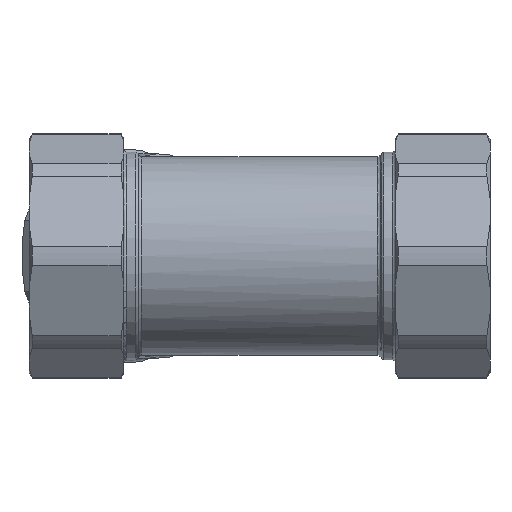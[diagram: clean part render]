
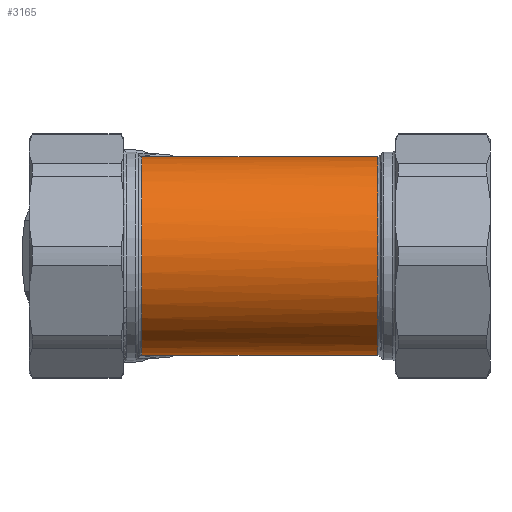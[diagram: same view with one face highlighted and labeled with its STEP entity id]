
A CAD part, left-side view. The second image highlights one B-rep face of the part: STEP entity #3165.
In plain terms, the highlighted cylindrical face has radius 16.25 mm (diameter 32.5 mm), a partial arc.
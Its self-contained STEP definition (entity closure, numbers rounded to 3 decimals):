
#352=CIRCLE('',#3395,16.25);
#353=CIRCLE('',#3396,16.25);
#453=B_SPLINE_CURVE_WITH_KNOTS('',3,(#4691,#4692,#4693,#4694,#4695,#4696,
#4697,#4698),.UNSPECIFIED.,.F.,.F.,(4,1,1,1,1,4),(0.,
0.008,0.016,0.024,0.028,
0.032),.UNSPECIFIED.);
#454=B_SPLINE_CURVE_WITH_KNOTS('',3,(#4701,#4702,#4703,#4704),
 .UNSPECIFIED.,.F.,.F.,(4,4),(0.,0.),.UNSPECIFIED.);
#455=B_SPLINE_CURVE_WITH_KNOTS('',3,(#4706,#4707,#4708,#4709),
 .UNSPECIFIED.,.F.,.F.,(4,4),(0.017,0.018),
 .UNSPECIFIED.);
#456=B_SPLINE_CURVE_WITH_KNOTS('',3,(#4711,#4712,#4713,#4714,#4715,#4716,
#4717),.UNSPECIFIED.,.F.,.F.,(4,1,1,1,4),(-0.006,-0.003,
0.001,0.005,0.008),
 .UNSPECIFIED.);
#457=B_SPLINE_CURVE_WITH_KNOTS('',3,(#4721,#4722,#4723,#4724,#4725,#4726),
 .UNSPECIFIED.,.F.,.F.,(4,1,1,4),(-0.008,-0.001,
0.003,0.006),.UNSPECIFIED.);
#458=B_SPLINE_CURVE_WITH_KNOTS('',3,(#4728,#4729,#4730,#4731),
 .UNSPECIFIED.,.F.,.F.,(4,4),(0.017,0.018),
 .UNSPECIFIED.);
#459=B_SPLINE_CURVE_WITH_KNOTS('',3,(#4733,#4734,#4735,#4736),
 .UNSPECIFIED.,.F.,.F.,(4,4),(0.,0.),.UNSPECIFIED.);
#460=B_SPLINE_CURVE_WITH_KNOTS('',3,(#4738,#4739,#4740,#4741,#4742,#4743,
#4744,#4745),.UNSPECIFIED.,.F.,.F.,(4,1,1,1,1,4),(0.,
0.004,0.008,0.016,0.024,
0.031),.UNSPECIFIED.);
#768=ORIENTED_EDGE('',*,*,#1401,.T.);
#769=ORIENTED_EDGE('',*,*,#1402,.T.);
#770=ORIENTED_EDGE('',*,*,#1403,.T.);
#771=ORIENTED_EDGE('',*,*,#1404,.T.);
#772=ORIENTED_EDGE('',*,*,#1405,.T.);
#773=ORIENTED_EDGE('',*,*,#1406,.T.);
#774=ORIENTED_EDGE('',*,*,#1407,.T.);
#775=ORIENTED_EDGE('',*,*,#1408,.T.);
#776=ORIENTED_EDGE('',*,*,#1409,.T.);
#777=ORIENTED_EDGE('',*,*,#1410,.T.);
#1401=EDGE_CURVE('',#1703,#1704,#453,.T.);
#1402=EDGE_CURVE('',#1704,#1705,#454,.T.);
#1403=EDGE_CURVE('',#1705,#1706,#455,.F.);
#1404=EDGE_CURVE('',#1706,#1707,#456,.T.);
#1405=EDGE_CURVE('',#1707,#1708,#352,.T.);
#1406=EDGE_CURVE('',#1708,#1709,#457,.T.);
#1407=EDGE_CURVE('',#1709,#1710,#458,.T.);
#1408=EDGE_CURVE('',#1710,#1711,#459,.T.);
#1409=EDGE_CURVE('',#1711,#1712,#460,.T.);
#1410=EDGE_CURVE('',#1712,#1703,#353,.T.);
#1703=VERTEX_POINT('',#4699);
#1704=VERTEX_POINT('',#4700);
#1705=VERTEX_POINT('',#4705);
#1706=VERTEX_POINT('',#4710);
#1707=VERTEX_POINT('',#4718);
#1708=VERTEX_POINT('',#4720);
#1709=VERTEX_POINT('',#4727);
#1710=VERTEX_POINT('',#4732);
#1711=VERTEX_POINT('',#4737);
#1712=VERTEX_POINT('',#4746);
#1838=EDGE_LOOP('',(#768,#769,#770,#771,#772,#773,#774,#775,#776,#777));
#2004=FACE_BOUND('',#1838,.T.);
#2142=CYLINDRICAL_SURFACE('',#3394,16.25);
#3165=ADVANCED_FACE('',(#2004),#2142,.T.);
#3394=AXIS2_PLACEMENT_3D('',#4690,#3847,#3848);
#3395=AXIS2_PLACEMENT_3D('',#4719,#3849,#3850);
#3396=AXIS2_PLACEMENT_3D('',#4747,#3851,#3852);
#3847=DIRECTION('',(0.,-1.,0.));
#3848=DIRECTION('',(1.,0.,0.));
#3849=DIRECTION('',(0.,1.,0.));
#3850=DIRECTION('',(-1.,0.,0.));
#3851=DIRECTION('',(0.,-1.,0.));
#3852=DIRECTION('',(1.,0.,0.));
#4690=CARTESIAN_POINT('',(0.,54.,0.));
#4691=CARTESIAN_POINT('',(13.464,34.077,-9.098));
#4692=CARTESIAN_POINT('',(12.638,31.932,-10.321));
#4693=CARTESIAN_POINT('',(10.901,27.417,-12.217));
#4694=CARTESIAN_POINT('',(8.224,20.386,-14.13));
#4695=CARTESIAN_POINT('',(5.98,14.377,-15.158));
#4696=CARTESIAN_POINT('',(4.275,9.507,-15.695));
#4697=CARTESIAN_POINT('',(3.495,7.036,-15.873));
#4698=CARTESIAN_POINT('',(3.185,5.777,-15.935));
#4699=CARTESIAN_POINT('',(13.464,34.077,-9.098));
#4700=CARTESIAN_POINT('',(3.185,5.777,-15.935));
#4701=CARTESIAN_POINT('',(3.185,5.777,-15.935));
#4702=CARTESIAN_POINT('',(3.205,5.623,-15.931));
#4703=CARTESIAN_POINT('',(3.232,5.466,-15.925));
#4704=CARTESIAN_POINT('',(3.275,5.315,-15.917));
#4705=CARTESIAN_POINT('',(3.275,5.315,-15.917));
#4706=CARTESIAN_POINT('',(3.637,4.641,-15.838));
#4707=CARTESIAN_POINT('',(3.491,4.85,-15.871));
#4708=CARTESIAN_POINT('',(3.345,5.068,-15.902));
#4709=CARTESIAN_POINT('',(3.275,5.315,-15.917));
#4710=CARTESIAN_POINT('',(3.637,4.641,-15.838));
#4711=CARTESIAN_POINT('',(3.637,4.641,-15.838));
#4712=CARTESIAN_POINT('',(4.33,3.648,-15.679));
#4713=CARTESIAN_POINT('',(5.808,1.78,-15.246));
#4714=CARTESIAN_POINT('',(8.258,-0.741,-14.09));
#4715=CARTESIAN_POINT('',(10.658,-2.861,-12.394));
#4716=CARTESIAN_POINT('',(12.155,-4.052,-10.843));
#4717=CARTESIAN_POINT('',(12.836,-4.577,-9.964));
#4718=CARTESIAN_POINT('',(12.836,-4.577,-9.964));
#4719=CARTESIAN_POINT('',(0.,-4.577,0.));
#4720=CARTESIAN_POINT('',(12.836,-4.577,9.964));
#4721=CARTESIAN_POINT('',(12.836,-4.577,9.964));
#4722=CARTESIAN_POINT('',(11.476,-3.53,11.716));
#4723=CARTESIAN_POINT('',(9.061,-1.568,13.715));
#4724=CARTESIAN_POINT('',(5.805,1.784,15.247));
#4725=CARTESIAN_POINT('',(4.329,3.649,15.679));
#4726=CARTESIAN_POINT('',(3.637,4.641,15.838));
#4727=CARTESIAN_POINT('',(3.637,4.641,15.838));
#4728=CARTESIAN_POINT('',(3.637,4.641,15.838));
#4729=CARTESIAN_POINT('',(3.491,4.85,15.871));
#4730=CARTESIAN_POINT('',(3.345,5.068,15.902));
#4731=CARTESIAN_POINT('',(3.275,5.315,15.917));
#4732=CARTESIAN_POINT('',(3.275,5.315,15.917));
#4733=CARTESIAN_POINT('',(3.275,5.315,15.917));
#4734=CARTESIAN_POINT('',(3.232,5.466,15.925));
#4735=CARTESIAN_POINT('',(3.205,5.621,15.931));
#4736=CARTESIAN_POINT('',(3.185,5.777,15.935));
#4737=CARTESIAN_POINT('',(3.185,5.777,15.935));
#4738=CARTESIAN_POINT('',(3.185,5.777,15.935));
#4739=CARTESIAN_POINT('',(3.496,7.04,15.873));
#4740=CARTESIAN_POINT('',(4.276,9.51,15.695));
#4741=CARTESIAN_POINT('',(5.983,14.385,15.157));
#4742=CARTESIAN_POINT('',(8.233,20.409,14.125));
#4743=CARTESIAN_POINT('',(10.908,27.434,12.209));
#4744=CARTESIAN_POINT('',(12.634,31.922,10.327));
#4745=CARTESIAN_POINT('',(13.464,34.077,9.098));
#4746=CARTESIAN_POINT('',(13.464,34.077,9.098));
#4747=CARTESIAN_POINT('',(0.,34.077,0.));
